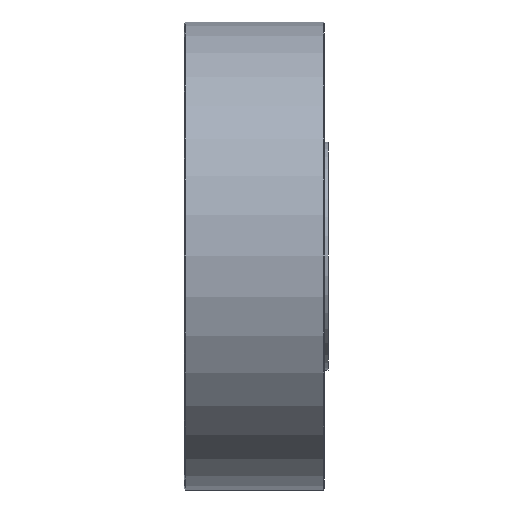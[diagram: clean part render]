
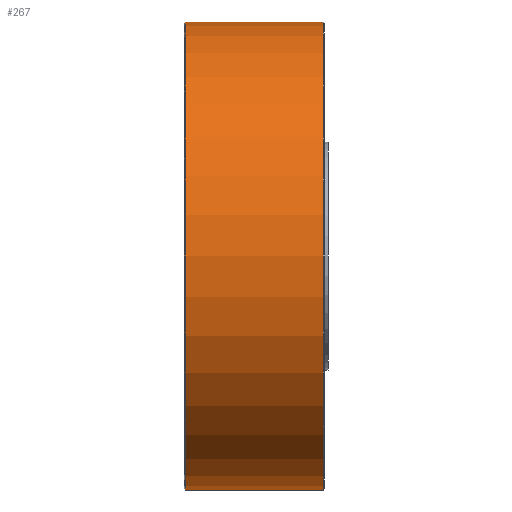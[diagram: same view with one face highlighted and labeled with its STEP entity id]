
A CAD part, left-side view. The second image highlights one B-rep face of the part: STEP entity #267.
In plain terms, the highlighted cylindrical face has radius 195 mm (diameter 390 mm), a full revolution.
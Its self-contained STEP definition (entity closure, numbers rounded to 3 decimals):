
#267 = ADVANCED_FACE( '', ( #616, #617, #618 ), #619, .T. );
#616 = FACE_BOUND( '', #1073, .T. );
#617 = FACE_OUTER_BOUND( '', #1074, .T. );
#618 = FACE_OUTER_BOUND( '', #1075, .T. );
#619 = CYLINDRICAL_SURFACE( '', #1076, 195. );
#1073 = EDGE_LOOP( '', ( #1532 ) );
#1074 = EDGE_LOOP( '', ( #1533 ) );
#1075 = EDGE_LOOP( '', ( #1534 ) );
#1076 = AXIS2_PLACEMENT_3D( '', #1535, #1536, #1537 );
#1532 = ORIENTED_EDGE( '', *, *, #1697, .T. );
#1533 = ORIENTED_EDGE( '', *, *, #1583, .T. );
#1534 = ORIENTED_EDGE( '', *, *, #1564, .T. );
#1535 = CARTESIAN_POINT( '', ( 0., 120., 0. ) );
#1536 = DIRECTION( '', ( 0., 1., 0. ) );
#1537 = DIRECTION( '', ( 0., 0., -1. ) );
#1564 = EDGE_CURVE( '', #1736, #1736, #1737, .T. );
#1583 = EDGE_CURVE( '', #1766, #1766, #1767, .F. );
#1697 = EDGE_CURVE( '', #1950, #1950, #1951, .T. );
#1736 = VERTEX_POINT( '', #1995 );
#1737 = CIRCLE( '', #1996, 195. );
#1766 = VERTEX_POINT( '', #2025 );
#1767 = CIRCLE( '', #2026, 195. );
#1950 = VERTEX_POINT( '', #2247 );
#1951 = B_SPLINE_CURVE_WITH_KNOTS( '', 3, ( #2248, #2249, #2250, #2251, #2252, #2253, #2254, #2255, #2256, #2257, #2258, #2259, #2260, #2261, #2262, #2263, #2264, #2265, #2266, #2267, #2268, #2269, #2270, #2271, #2272, #2273, #2274, #2275, #2276, #2277, #2278, #2279, #2280, #2281, #2282, #2283, #2284, #2285, #2286, #2287, #2288, #2289 ), .UNSPECIFIED., .T., .F., ( 2, 1, 1, 1, 1, 1, 1, 1, 1, 1, 1, 1, 1, 1, 1, 1, 1, 1, 1, 1, 1, 1, 1, 1, 1, 1, 1, 1, 1, 1, 1, 1, 1, 1, 1, 1, 1, 1, 1, 1, 1, 1, 1, 2 ), ( -0.062, -0.031, 0., 0.021, 0.041, 0.062, 0.083, 0.104, 0.125, 0.156, 0.187, 0.219, 0.25, 0.281, 0.313, 0.344, 0.375, 0.396, 0.417, 0.438, 0.453, 0.469, 0.485, 0.5, 0.531, 0.563, 0.594, 0.625, 0.646, 0.667, 0.687, 0.708, 0.729, 0.75, 0.782, 0.813, 0.844, 0.875, 0.907, 0.938, 0.969, 1., 1.021, 1.041 ), .UNSPECIFIED. );
#1995 = CARTESIAN_POINT( '', ( 0., 4., 195. ) );
#1996 = AXIS2_PLACEMENT_3D( '', #2333, #2334, #2335 );
#2025 = CARTESIAN_POINT( '', ( 0., 119., 195. ) );
#2026 = AXIS2_PLACEMENT_3D( '', #2366, #2367, #2368 );
#2247 = CARTESIAN_POINT( '', ( 193.866, 60., -20.999 ) );
#2248 = CARTESIAN_POINT( '', ( 193.895, 64.106, -20.735 ) );
#2249 = CARTESIAN_POINT( '', ( 193.856, 60.453, -21.087 ) );
#2250 = CARTESIAN_POINT( '', ( 193.879, 57.265, -20.884 ) );
#2251 = CARTESIAN_POINT( '', ( 193.936, 54.574, -20.346 ) );
#2252 = CARTESIAN_POINT( '', ( 194.028, 51.979, -19.455 ) );
#2253 = CARTESIAN_POINT( '', ( 194.147, 49.516, -18.241 ) );
#2254 = CARTESIAN_POINT( '', ( 194.285, 47.235, -16.71 ) );
#2255 = CARTESIAN_POINT( '', ( 194.459, 44.837, -14.588 ) );
#2256 = CARTESIAN_POINT( '', ( 194.656, 42.499, -11.743 ) );
#2257 = CARTESIAN_POINT( '', ( 194.845, 40.566, -8.082 ) );
#2258 = CARTESIAN_POINT( '', ( 194.971, 39.358, -4.12 ) );
#2259 = CARTESIAN_POINT( '', ( 195.015, 38.967, 0.005 ) );
#2260 = CARTESIAN_POINT( '', ( 194.97, 39.361, 4.128 ) );
#2261 = CARTESIAN_POINT( '', ( 194.845, 40.568, 8.086 ) );
#2262 = CARTESIAN_POINT( '', ( 194.656, 42.5, 11.741 ) );
#2263 = CARTESIAN_POINT( '', ( 194.459, 44.832, 14.582 ) );
#2264 = CARTESIAN_POINT( '', ( 194.286, 47.226, 16.703 ) );
#2265 = CARTESIAN_POINT( '', ( 194.147, 49.504, 18.233 ) );
#2266 = CARTESIAN_POINT( '', ( 194.039, 51.757, 19.348 ) );
#2267 = CARTESIAN_POINT( '', ( 193.959, 53.915, 20.124 ) );
#2268 = CARTESIAN_POINT( '', ( 193.906, 55.922, 20.625 ) );
#2269 = CARTESIAN_POINT( '', ( 193.873, 57.967, 20.932 ) );
#2270 = CARTESIAN_POINT( '', ( 193.859, 60.704, 21.066 ) );
#2271 = CARTESIAN_POINT( '', ( 193.895, 64.128, 20.732 ) );
#2272 = CARTESIAN_POINT( '', ( 194.023, 68.066, 19.515 ) );
#2273 = CARTESIAN_POINT( '', ( 194.211, 71.705, 17.569 ) );
#2274 = CARTESIAN_POINT( '', ( 194.41, 74.53, 15.224 ) );
#2275 = CARTESIAN_POINT( '', ( 194.582, 76.637, 12.818 ) );
#2276 = CARTESIAN_POINT( '', ( 194.72, 78.159, 10.528 ) );
#2277 = CARTESIAN_POINT( '', ( 194.839, 79.366, 8.055 ) );
#2278 = CARTESIAN_POINT( '', ( 194.93, 80.253, 5.447 ) );
#2279 = CARTESIAN_POINT( '', ( 194.987, 80.788, 2.741 ) );
#2280 = CARTESIAN_POINT( '', ( 195.01, 80.989, -0.465 ) );
#2281 = CARTESIAN_POINT( '', ( 194.97, 80.638, -4.141 ) );
#2282 = CARTESIAN_POINT( '', ( 194.844, 79.425, -8.104 ) );
#2283 = CARTESIAN_POINT( '', ( 194.655, 77.489, -11.761 ) );
#2284 = CARTESIAN_POINT( '', ( 194.433, 74.863, -14.951 ) );
#2285 = CARTESIAN_POINT( '', ( 194.21, 71.685, -17.582 ) );
#2286 = CARTESIAN_POINT( '', ( 194.022, 68.047, -19.523 ) );
#2287 = CARTESIAN_POINT( '', ( 193.895, 64.106, -20.735 ) );
#2288 = CARTESIAN_POINT( '', ( 193.856, 60.453, -21.087 ) );
#2289 = CARTESIAN_POINT( '', ( 193.879, 57.265, -20.884 ) );
#2333 = CARTESIAN_POINT( '', ( 0., 4., 0. ) );
#2334 = DIRECTION( '', ( 0., 1., 0. ) );
#2335 = DIRECTION( '', ( 0., 0., 1. ) );
#2366 = CARTESIAN_POINT( '', ( 0., 119., 0. ) );
#2367 = DIRECTION( '', ( 0., 1., 0. ) );
#2368 = DIRECTION( '', ( 0., 0., 1. ) );
